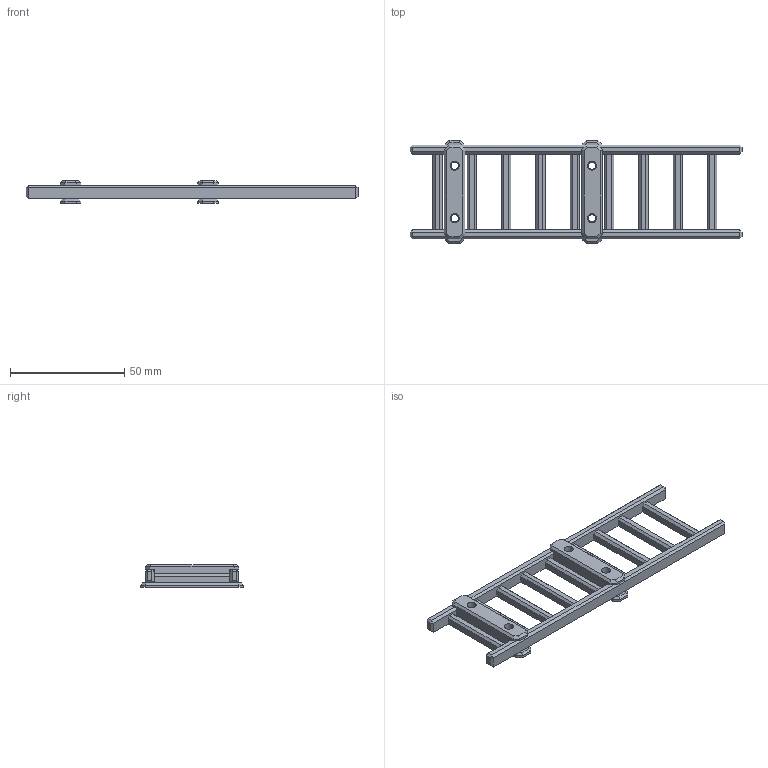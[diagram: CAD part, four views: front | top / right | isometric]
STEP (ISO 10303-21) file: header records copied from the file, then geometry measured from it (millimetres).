
FILE_DESCRIPTION(('FreeCAD Model'),'2;1');
FILE_NAME('Open CASCADE Shape Model','2025-05-09T14:58:57',(''),(''), 'Open CASCADE STEP processor 7.6','FreeCAD','Unknown');
FILE_SCHEMA(('AUTOMOTIVE_DESIGN { 1 0 10303 214 1 1 1 1 }'));
Length unit declared in the file: millimetre
Products named in the file (6): _0250319_Escalera_camioncito; escalera; soporte abajo; soporte arriba
Assembly tree (5 placements, depth 2):
  _0250319_Escalera_camioncito
    escalera
    soporte abajo
    soporte arriba
    soporte abajo
    soporte arriba
Bounding box: 145 x 45 x 10 mm (x, y, z)
Volume: 17052 mm3; surface area: 14557.3 mm2
Topology: 5 solids, 5 shells, 180 faces, 458 edges, 284 vertices
Faces by surface type: plane 168, cylinder 12
Full cylindrical faces by diameter (mm): 3.2 x8, 4 x4
Entity records: 11308 total; most frequent: CARTESIAN_POINT 2144, DIRECTION 1570, LINE 1146, VECTOR 1146, ORIENTED_EDGE 916, PCURVE 916, DEFINITIONAL_REPRESENTATION 916, EDGE_CURVE 458
